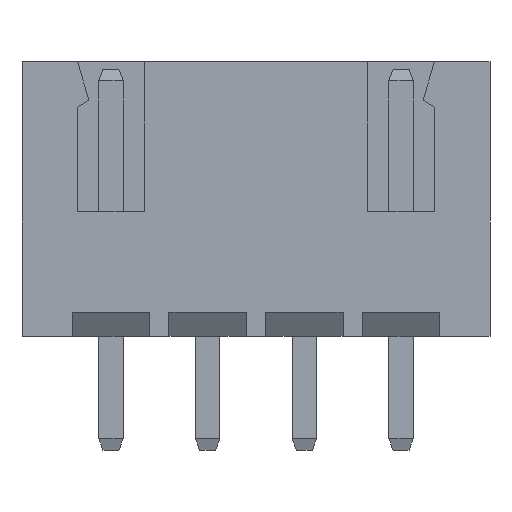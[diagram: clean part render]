
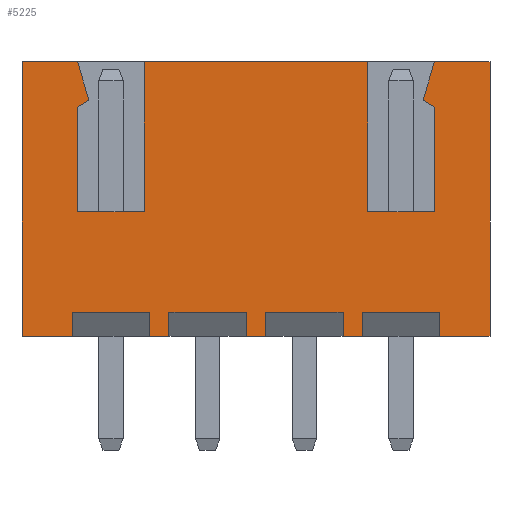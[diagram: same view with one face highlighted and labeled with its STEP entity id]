
A CAD part, left-side view. The second image highlights one B-rep face of the part: STEP entity #5225.
In plain terms, the highlighted planar face has unit normal (-1, 0, 0).
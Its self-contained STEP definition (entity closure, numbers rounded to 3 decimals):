
#474=FACE_OUTER_BOUND('',#786,.T.);
#786=EDGE_LOOP('',(#4203,#4204,#4205,#4206,#4207,#4208,#4209,#4210,#4211,
#4212,#4213,#4214,#4215,#4216,#4217,#4218,#4219,#4220,#4221,#4222,#4223,
#4224,#4225,#4226,#4227,#4228,#4229,#4230,#4231,#4232,#4233,#4234));
#1232=LINE('',#8470,#1868);
#1236=LINE('',#8479,#1872);
#1248=LINE('',#8506,#1884);
#1254=LINE('',#8519,#1890);
#1277=LINE('',#8563,#1913);
#1278=LINE('',#8565,#1914);
#1279=LINE('',#8567,#1915);
#1280=LINE('',#8569,#1916);
#1281=LINE('',#8571,#1917);
#1282=LINE('',#8572,#1918);
#1283=LINE('',#8574,#1919);
#1284=LINE('',#8576,#1920);
#1285=LINE('',#8578,#1921);
#1286=LINE('',#8580,#1922);
#1287=LINE('',#8582,#1923);
#1288=LINE('',#8584,#1924);
#1289=LINE('',#8586,#1925);
#1290=LINE('',#8588,#1926);
#1291=LINE('',#8590,#1927);
#1292=LINE('',#8592,#1928);
#1293=LINE('',#8594,#1929);
#1294=LINE('',#8596,#1930);
#1295=LINE('',#8597,#1931);
#1296=LINE('',#8599,#1932);
#1297=LINE('',#8601,#1933);
#1298=LINE('',#8602,#1934);
#1299=LINE('',#8604,#1935);
#1300=LINE('',#8606,#1936);
#1301=LINE('',#8608,#1937);
#1302=LINE('',#8610,#1938);
#1303=LINE('',#8612,#1939);
#1304=LINE('',#8613,#1940);
#1868=VECTOR('',#6233,1000.);
#1872=VECTOR('',#6239,1000.);
#1884=VECTOR('',#6257,1000.);
#1890=VECTOR('',#6265,1000.);
#1913=VECTOR('',#6292,1000.);
#1914=VECTOR('',#6293,1000.);
#1915=VECTOR('',#6294,1000.);
#1916=VECTOR('',#6295,1000.);
#1917=VECTOR('',#6296,1000.);
#1918=VECTOR('',#6297,1000.);
#1919=VECTOR('',#6298,1000.);
#1920=VECTOR('',#6299,1000.);
#1921=VECTOR('',#6300,1000.);
#1922=VECTOR('',#6301,1000.);
#1923=VECTOR('',#6302,1000.);
#1924=VECTOR('',#6303,1000.);
#1925=VECTOR('',#6304,1000.);
#1926=VECTOR('',#6305,1000.);
#1927=VECTOR('',#6306,1000.);
#1928=VECTOR('',#6307,1000.);
#1929=VECTOR('',#6308,1000.);
#1930=VECTOR('',#6309,1000.);
#1931=VECTOR('',#6310,1000.);
#1932=VECTOR('',#6311,1000.);
#1933=VECTOR('',#6312,1000.);
#1934=VECTOR('',#6313,1000.);
#1935=VECTOR('',#6314,1000.);
#1936=VECTOR('',#6315,1000.);
#1937=VECTOR('',#6316,1000.);
#1938=VECTOR('',#6317,1000.);
#1939=VECTOR('',#6318,1000.);
#1940=VECTOR('',#6319,1000.);
#2448=VERTEX_POINT('',#8464);
#2450=VERTEX_POINT('',#8468);
#2452=VERTEX_POINT('',#8473);
#2454=VERTEX_POINT('',#8477);
#2465=VERTEX_POINT('',#8503);
#2466=VERTEX_POINT('',#8505);
#2471=VERTEX_POINT('',#8517);
#2472=VERTEX_POINT('',#8518);
#2491=VERTEX_POINT('',#8562);
#2492=VERTEX_POINT('',#8564);
#2493=VERTEX_POINT('',#8566);
#2494=VERTEX_POINT('',#8568);
#2495=VERTEX_POINT('',#8570);
#2496=VERTEX_POINT('',#8573);
#2497=VERTEX_POINT('',#8575);
#2498=VERTEX_POINT('',#8577);
#2499=VERTEX_POINT('',#8579);
#2500=VERTEX_POINT('',#8581);
#2501=VERTEX_POINT('',#8583);
#2502=VERTEX_POINT('',#8585);
#2503=VERTEX_POINT('',#8587);
#2504=VERTEX_POINT('',#8589);
#2505=VERTEX_POINT('',#8591);
#2506=VERTEX_POINT('',#8593);
#2507=VERTEX_POINT('',#8595);
#2508=VERTEX_POINT('',#8598);
#2509=VERTEX_POINT('',#8600);
#2510=VERTEX_POINT('',#8603);
#2511=VERTEX_POINT('',#8605);
#2512=VERTEX_POINT('',#8607);
#2513=VERTEX_POINT('',#8609);
#2514=VERTEX_POINT('',#8611);
#3042=EDGE_CURVE('',#2448,#2450,#1232,.T.);
#3046=EDGE_CURVE('',#2452,#2454,#1236,.T.);
#3058=EDGE_CURVE('',#2465,#2466,#1248,.T.);
#3064=EDGE_CURVE('',#2471,#2472,#1254,.T.);
#3087=EDGE_CURVE('',#2448,#2491,#1277,.T.);
#3088=EDGE_CURVE('',#2492,#2450,#1278,.T.);
#3089=EDGE_CURVE('',#2493,#2492,#1279,.T.);
#3090=EDGE_CURVE('',#2494,#2493,#1280,.T.);
#3091=EDGE_CURVE('',#2495,#2494,#1281,.T.);
#3092=EDGE_CURVE('',#2452,#2495,#1282,.T.);
#3093=EDGE_CURVE('',#2454,#2496,#1283,.T.);
#3094=EDGE_CURVE('',#2497,#2496,#1284,.T.);
#3095=EDGE_CURVE('',#2498,#2497,#1285,.T.);
#3096=EDGE_CURVE('',#2498,#2499,#1286,.T.);
#3097=EDGE_CURVE('',#2499,#2500,#1287,.T.);
#3098=EDGE_CURVE('',#2501,#2500,#1288,.T.);
#3099=EDGE_CURVE('',#2502,#2501,#1289,.T.);
#3100=EDGE_CURVE('',#2502,#2503,#1290,.T.);
#3101=EDGE_CURVE('',#2503,#2504,#1291,.T.);
#3102=EDGE_CURVE('',#2505,#2504,#1292,.T.);
#3103=EDGE_CURVE('',#2506,#2505,#1293,.T.);
#3104=EDGE_CURVE('',#2506,#2507,#1294,.T.);
#3105=EDGE_CURVE('',#2507,#2466,#1295,.T.);
#3106=EDGE_CURVE('',#2508,#2465,#1296,.T.);
#3107=EDGE_CURVE('',#2508,#2509,#1297,.T.);
#3108=EDGE_CURVE('',#2509,#2472,#1298,.T.);
#3109=EDGE_CURVE('',#2510,#2471,#1299,.T.);
#3110=EDGE_CURVE('',#2510,#2511,#1300,.T.);
#3111=EDGE_CURVE('',#2512,#2511,#1301,.T.);
#3112=EDGE_CURVE('',#2513,#2512,#1302,.T.);
#3113=EDGE_CURVE('',#2514,#2513,#1303,.T.);
#3114=EDGE_CURVE('',#2491,#2514,#1304,.T.);
#4203=ORIENTED_EDGE('',*,*,#3087,.F.);
#4204=ORIENTED_EDGE('',*,*,#3042,.T.);
#4205=ORIENTED_EDGE('',*,*,#3088,.F.);
#4206=ORIENTED_EDGE('',*,*,#3089,.F.);
#4207=ORIENTED_EDGE('',*,*,#3090,.F.);
#4208=ORIENTED_EDGE('',*,*,#3091,.F.);
#4209=ORIENTED_EDGE('',*,*,#3092,.F.);
#4210=ORIENTED_EDGE('',*,*,#3046,.T.);
#4211=ORIENTED_EDGE('',*,*,#3093,.T.);
#4212=ORIENTED_EDGE('',*,*,#3094,.F.);
#4213=ORIENTED_EDGE('',*,*,#3095,.F.);
#4214=ORIENTED_EDGE('',*,*,#3096,.T.);
#4215=ORIENTED_EDGE('',*,*,#3097,.T.);
#4216=ORIENTED_EDGE('',*,*,#3098,.F.);
#4217=ORIENTED_EDGE('',*,*,#3099,.F.);
#4218=ORIENTED_EDGE('',*,*,#3100,.T.);
#4219=ORIENTED_EDGE('',*,*,#3101,.T.);
#4220=ORIENTED_EDGE('',*,*,#3102,.F.);
#4221=ORIENTED_EDGE('',*,*,#3103,.F.);
#4222=ORIENTED_EDGE('',*,*,#3104,.T.);
#4223=ORIENTED_EDGE('',*,*,#3105,.T.);
#4224=ORIENTED_EDGE('',*,*,#3058,.F.);
#4225=ORIENTED_EDGE('',*,*,#3106,.F.);
#4226=ORIENTED_EDGE('',*,*,#3107,.T.);
#4227=ORIENTED_EDGE('',*,*,#3108,.T.);
#4228=ORIENTED_EDGE('',*,*,#3064,.F.);
#4229=ORIENTED_EDGE('',*,*,#3109,.F.);
#4230=ORIENTED_EDGE('',*,*,#3110,.T.);
#4231=ORIENTED_EDGE('',*,*,#3111,.F.);
#4232=ORIENTED_EDGE('',*,*,#3112,.F.);
#4233=ORIENTED_EDGE('',*,*,#3113,.F.);
#4234=ORIENTED_EDGE('',*,*,#3114,.F.);
#4925=PLANE('',#5521);
#5225=ADVANCED_FACE('',(#474),#4925,.T.);
#5521=AXIS2_PLACEMENT_3D('',#8561,#6290,#6291);
#6233=DIRECTION('',(0.,1.,0.));
#6239=DIRECTION('',(0.,1.,0.));
#6257=DIRECTION('',(0.,1.,0.));
#6265=DIRECTION('',(0.,1.,0.));
#6290=DIRECTION('center_axis',(-1.,0.,0.));
#6291=DIRECTION('ref_axis',(0.,0.,-1.));
#6292=DIRECTION('',(0.,0.,-1.));
#6293=DIRECTION('',(0.,0.,1.));
#6294=DIRECTION('',(0.,-1.,0.));
#6295=DIRECTION('',(0.,0.,-1.));
#6296=DIRECTION('',(0.,0.856,-0.517));
#6297=DIRECTION('',(0.,-0.281,-0.96));
#6298=DIRECTION('',(0.,0.,-1.));
#6299=DIRECTION('',(0.,1.,0.));
#6300=DIRECTION('',(0.,0.,-1.));
#6301=DIRECTION('',(0.,-1.,0.));
#6302=DIRECTION('',(0.,0.,-1.));
#6303=DIRECTION('',(0.,1.,0.));
#6304=DIRECTION('',(0.,0.,-1.));
#6305=DIRECTION('',(0.,-1.,0.));
#6306=DIRECTION('',(0.,0.,-1.));
#6307=DIRECTION('',(0.,1.,0.));
#6308=DIRECTION('',(0.,0.,-1.));
#6309=DIRECTION('',(0.,-1.,0.));
#6310=DIRECTION('',(0.,0.,-1.));
#6311=DIRECTION('',(0.,0.,-1.));
#6312=DIRECTION('',(0.,-1.,0.));
#6313=DIRECTION('',(0.,0.,-1.));
#6314=DIRECTION('',(0.,0.,-1.));
#6315=DIRECTION('',(0.,1.,0.));
#6316=DIRECTION('',(0.,-0.281,0.96));
#6317=DIRECTION('',(0.,0.856,0.517));
#6318=DIRECTION('',(0.,0.,1.));
#6319=DIRECTION('',(0.,-1.,0.));
#8464=CARTESIAN_POINT('',(-2.489,-1.664,10.211));
#8468=CARTESIAN_POINT('',(-2.489,4.204,10.211));
#8470=CARTESIAN_POINT('',(-2.489,-4.877,10.211));
#8473=CARTESIAN_POINT('',(-2.489,5.956,10.211));
#8477=CARTESIAN_POINT('',(-2.489,7.417,10.211));
#8479=CARTESIAN_POINT('',(-2.489,-4.877,10.211));
#8503=CARTESIAN_POINT('',(-2.489,-1.524,2.997));
#8505=CARTESIAN_POINT('',(-2.489,-1.016,2.997));
#8506=CARTESIAN_POINT('',(-2.489,-4.877,2.997));
#8517=CARTESIAN_POINT('',(-2.489,-4.877,2.997));
#8518=CARTESIAN_POINT('',(-2.489,-3.556,2.997));
#8519=CARTESIAN_POINT('',(-2.489,-4.877,2.997));
#8561=CARTESIAN_POINT('Origin',(-2.489,-4.877,3.708));
#8562=CARTESIAN_POINT('',(-2.489,-1.664,6.274));
#8563=CARTESIAN_POINT('',(-2.489,-1.664,10.211));
#8564=CARTESIAN_POINT('',(-2.489,4.204,6.274));
#8565=CARTESIAN_POINT('',(-2.489,4.204,6.274));
#8566=CARTESIAN_POINT('',(-2.489,5.956,6.274));
#8567=CARTESIAN_POINT('',(-2.489,5.956,6.274));
#8568=CARTESIAN_POINT('',(-2.489,5.956,9.015));
#8569=CARTESIAN_POINT('',(-2.489,5.956,9.015));
#8570=CARTESIAN_POINT('',(-2.489,5.658,9.195));
#8571=CARTESIAN_POINT('',(-2.489,5.658,9.195));
#8572=CARTESIAN_POINT('',(-2.489,5.956,10.211));
#8573=CARTESIAN_POINT('',(-2.489,7.417,2.997));
#8574=CARTESIAN_POINT('',(-2.489,7.417,3.708));
#8575=CARTESIAN_POINT('',(-2.489,6.096,2.997));
#8576=CARTESIAN_POINT('',(-2.489,-4.877,2.997));
#8577=CARTESIAN_POINT('',(-2.489,6.096,3.632));
#8578=CARTESIAN_POINT('',(-2.489,6.096,3.632));
#8579=CARTESIAN_POINT('',(-2.489,4.064,3.632));
#8580=CARTESIAN_POINT('',(-2.489,6.096,3.632));
#8581=CARTESIAN_POINT('',(-2.489,4.064,2.997));
#8582=CARTESIAN_POINT('',(-2.489,4.064,3.632));
#8583=CARTESIAN_POINT('',(-2.489,3.556,2.997));
#8584=CARTESIAN_POINT('',(-2.489,-4.877,2.997));
#8585=CARTESIAN_POINT('',(-2.489,3.556,3.632));
#8586=CARTESIAN_POINT('',(-2.489,3.556,3.632));
#8587=CARTESIAN_POINT('',(-2.489,1.524,3.632));
#8588=CARTESIAN_POINT('',(-2.489,3.556,3.632));
#8589=CARTESIAN_POINT('',(-2.489,1.524,2.997));
#8590=CARTESIAN_POINT('',(-2.489,1.524,3.632));
#8591=CARTESIAN_POINT('',(-2.489,1.016,2.997));
#8592=CARTESIAN_POINT('',(-2.489,-4.877,2.997));
#8593=CARTESIAN_POINT('',(-2.489,1.016,3.632));
#8594=CARTESIAN_POINT('',(-2.489,1.016,3.632));
#8595=CARTESIAN_POINT('',(-2.489,-1.016,3.632));
#8596=CARTESIAN_POINT('',(-2.489,1.016,3.632));
#8597=CARTESIAN_POINT('',(-2.489,-1.016,3.632));
#8598=CARTESIAN_POINT('',(-2.489,-1.524,3.632));
#8599=CARTESIAN_POINT('',(-2.489,-1.524,3.632));
#8600=CARTESIAN_POINT('',(-2.489,-3.556,3.632));
#8601=CARTESIAN_POINT('',(-2.489,-1.524,3.632));
#8602=CARTESIAN_POINT('',(-2.489,-3.556,3.632));
#8603=CARTESIAN_POINT('',(-2.489,-4.877,10.211));
#8604=CARTESIAN_POINT('',(-2.489,-4.877,3.708));
#8605=CARTESIAN_POINT('',(-2.489,-3.416,10.211));
#8606=CARTESIAN_POINT('',(-2.489,-4.877,10.211));
#8607=CARTESIAN_POINT('',(-2.489,-3.118,9.195));
#8608=CARTESIAN_POINT('',(-2.489,-3.118,9.195));
#8609=CARTESIAN_POINT('',(-2.489,-3.416,9.015));
#8610=CARTESIAN_POINT('',(-2.489,-3.416,9.015));
#8611=CARTESIAN_POINT('',(-2.489,-3.416,6.274));
#8612=CARTESIAN_POINT('',(-2.489,-3.416,6.274));
#8613=CARTESIAN_POINT('',(-2.489,-1.664,6.274));
